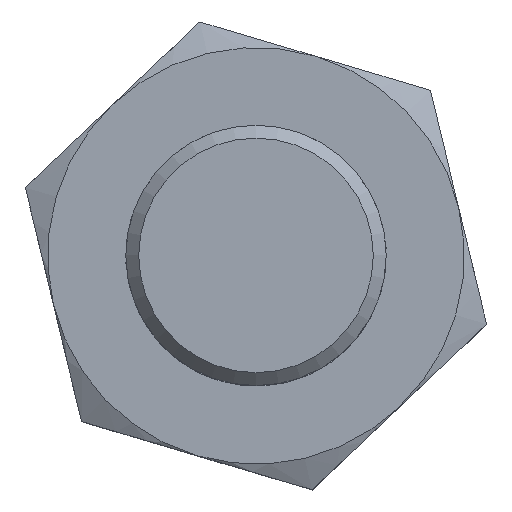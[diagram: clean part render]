
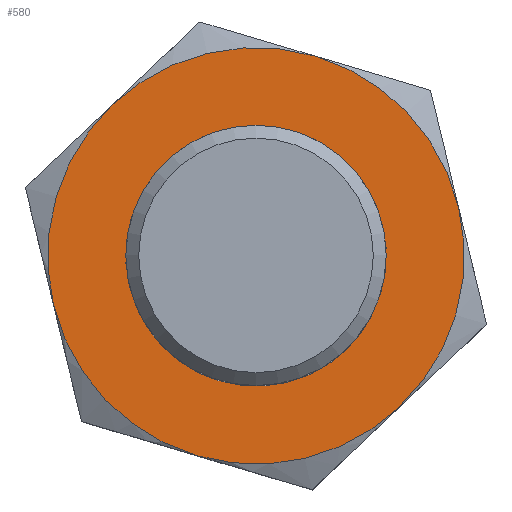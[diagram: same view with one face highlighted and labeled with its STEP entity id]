
A CAD part, top view. The second image highlights one B-rep face of the part: STEP entity #580.
In plain terms, the highlighted face is planar.
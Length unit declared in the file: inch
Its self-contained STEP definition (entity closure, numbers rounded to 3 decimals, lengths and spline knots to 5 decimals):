
#45=FACE_BOUND($,#190,.T.);
#113=PLANE($,#646);
#141=FACE_OUTER_BOUND($,#189,.T.);
#189=EDGE_LOOP($,(#464,#465,#466,#467,#468,#469));
#190=EDGE_LOOP($,(#470));
#225=CIRCLE($,#645,0.31271);
#226=CIRCLE($,#647,0.5);
#227=CIRCLE($,#648,0.5);
#228=CIRCLE($,#649,0.5);
#229=CIRCLE($,#650,0.5);
#230=CIRCLE($,#651,0.5);
#231=CIRCLE($,#652,0.5);
#290=VERTEX_POINT($,#961);
#291=VERTEX_POINT($,#964);
#292=VERTEX_POINT($,#965);
#293=VERTEX_POINT($,#967);
#294=VERTEX_POINT($,#969);
#295=VERTEX_POINT($,#971);
#296=VERTEX_POINT($,#973);
#350=EDGE_CURVE($,#290,#290,#225,.T.);
#351=EDGE_CURVE($,#291,#292,#226,.T.);
#352=EDGE_CURVE($,#292,#293,#227,.T.);
#353=EDGE_CURVE($,#293,#294,#228,.T.);
#354=EDGE_CURVE($,#294,#295,#229,.T.);
#355=EDGE_CURVE($,#295,#296,#230,.T.);
#356=EDGE_CURVE($,#296,#291,#231,.T.);
#464=ORIENTED_EDGE($,*,*,#351,.T.);
#465=ORIENTED_EDGE($,*,*,#352,.T.);
#466=ORIENTED_EDGE($,*,*,#353,.T.);
#467=ORIENTED_EDGE($,*,*,#354,.T.);
#468=ORIENTED_EDGE($,*,*,#355,.T.);
#469=ORIENTED_EDGE($,*,*,#356,.T.);
#470=ORIENTED_EDGE($,*,*,#350,.F.);
#580=ADVANCED_FACE($,(#141,#45),#113,.T.);
#645=AXIS2_PLACEMENT_3D($,#962,#776,#777);
#646=AXIS2_PLACEMENT_3D($,#963,#778,#779);
#647=AXIS2_PLACEMENT_3D($,#966,#780,#781);
#648=AXIS2_PLACEMENT_3D($,#968,#782,#783);
#649=AXIS2_PLACEMENT_3D($,#970,#784,#785);
#650=AXIS2_PLACEMENT_3D($,#972,#786,#787);
#651=AXIS2_PLACEMENT_3D($,#974,#788,#789);
#652=AXIS2_PLACEMENT_3D($,#975,#790,#791);
#776=DIRECTION('center_axis',(1.,0.,0.));
#777=DIRECTION('ref_axis',(0.,0.,1.));
#778=DIRECTION('center_axis',(1.,0.,0.));
#779=DIRECTION('ref_axis',(0.,0.,-1.));
#780=DIRECTION('center_axis',(1.,0.,0.));
#781=DIRECTION('ref_axis',(0.,1.,0.));
#782=DIRECTION('center_axis',(1.,0.,0.));
#783=DIRECTION('ref_axis',(0.,1.,0.));
#784=DIRECTION('center_axis',(1.,0.,0.));
#785=DIRECTION('ref_axis',(0.,1.,0.));
#786=DIRECTION('center_axis',(1.,0.,0.));
#787=DIRECTION('ref_axis',(0.,1.,0.));
#788=DIRECTION('center_axis',(1.,0.,0.));
#789=DIRECTION('ref_axis',(0.,1.,0.));
#790=DIRECTION('center_axis',(1.,0.,0.));
#791=DIRECTION('ref_axis',(0.,1.,0.));
#961=CARTESIAN_POINT('',(0.375,0.,-0.31271));
#962=CARTESIAN_POINT('Origin',(0.375,0.,0.));
#963=CARTESIAN_POINT('Origin',(0.375,0.,0.));
#964=CARTESIAN_POINT('',(0.375,-0.43301,-0.25));
#965=CARTESIAN_POINT('',(0.375,0.,-0.5));
#966=CARTESIAN_POINT('Origin',(0.375,0.,0.));
#967=CARTESIAN_POINT('',(0.375,0.43301,-0.25));
#968=CARTESIAN_POINT('Origin',(0.375,0.,0.));
#969=CARTESIAN_POINT('',(0.375,0.43301,0.25));
#970=CARTESIAN_POINT('Origin',(0.375,0.,0.));
#971=CARTESIAN_POINT('',(0.375,0.,0.5));
#972=CARTESIAN_POINT('Origin',(0.375,0.,0.));
#973=CARTESIAN_POINT('',(0.375,-0.43301,0.25));
#974=CARTESIAN_POINT('Origin',(0.375,0.,0.));
#975=CARTESIAN_POINT('Origin',(0.375,0.,0.));
